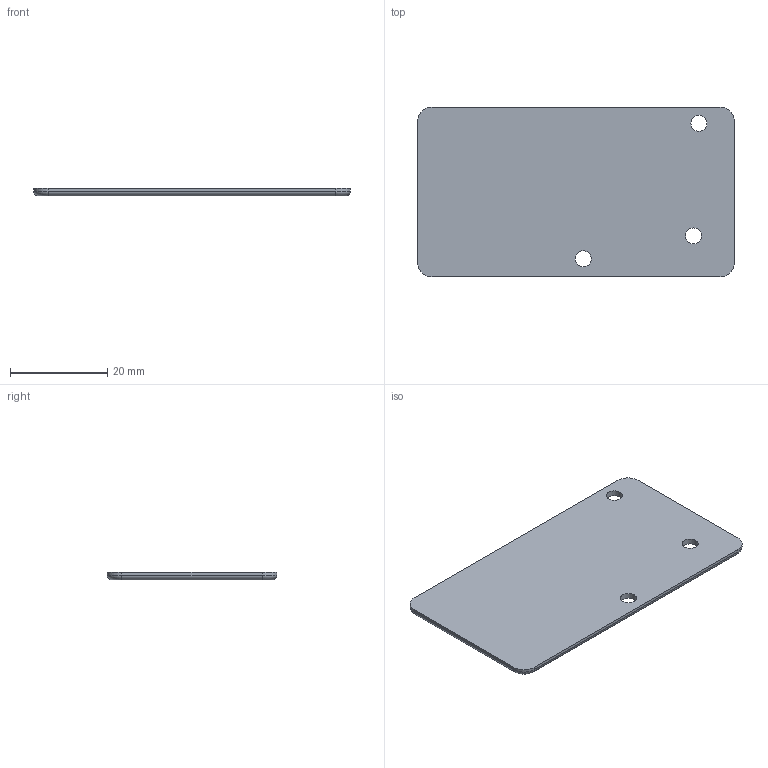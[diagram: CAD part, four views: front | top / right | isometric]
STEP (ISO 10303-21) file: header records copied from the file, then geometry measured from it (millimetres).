
FILE_DESCRIPTION(('FreeCAD Model'),'2;1');
FILE_NAME('Open CASCADE Shape Model','2025-07-05T19:22:24',(''),(''), 'Open CASCADE STEP processor 7.8','FreeCAD','Unknown');
FILE_SCHEMA(('AUTOMOTIVE_DESIGN { 1 0 10303 214 1 1 1 1 }'));
Length unit declared in the file: millimetre
Products named in the file (2): bot_plate; Body006
Assembly tree (1 placements, depth 2):
  bot_plate
    Body006
Bounding box: 65.18 x 34.94 x 1.6 mm (x, y, z)
Volume: 3535.5 mm3; surface area: 4772.1 mm2
Topology: 1 solids, 1 shells, 29 faces, 65 edges, 40 vertices
Faces by surface type: cylinder 15, plane 9, torus 4, bspline 1
Full cylindrical faces by diameter (mm): 3.3 x3, 5 x3
Entity records: 888 total; most frequent: CARTESIAN_POINT 170, DIRECTION 156, ORIENTED_EDGE 130, EDGE_CURVE 65, AXIS2_PLACEMENT_3D 64, VERTEX_POINT 40, FACE_BOUND 37, EDGE_LOOP 37
